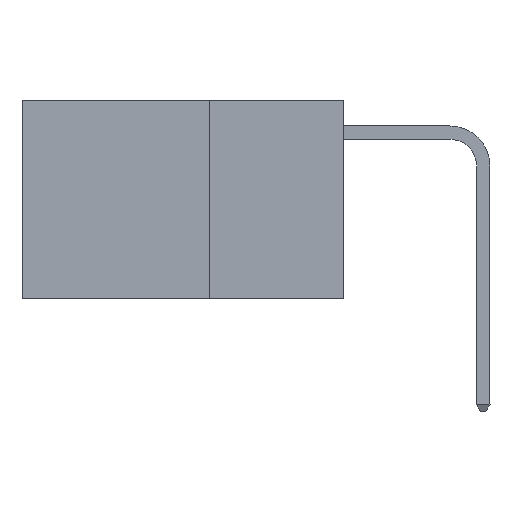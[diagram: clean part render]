
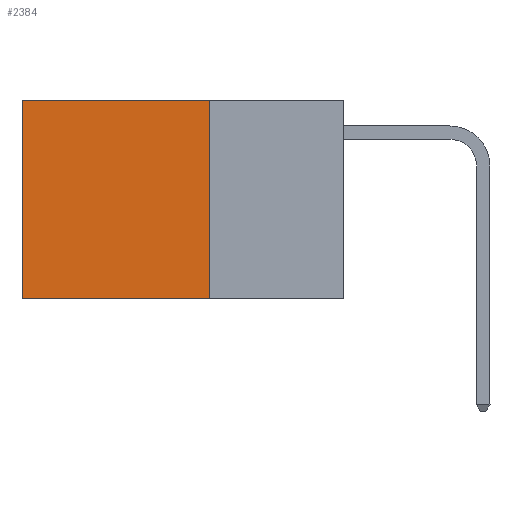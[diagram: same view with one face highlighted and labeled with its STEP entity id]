
A CAD part, left-side view. The second image highlights one B-rep face of the part: STEP entity #2384.
In plain terms, the highlighted planar face has unit normal (-1, 0, 0).
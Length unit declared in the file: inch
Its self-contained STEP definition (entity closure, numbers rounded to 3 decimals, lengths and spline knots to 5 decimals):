
#6 = VECTOR ( 'NONE', #9589, 39.37008 ) ;
#297 = CARTESIAN_POINT ( 'NONE',  ( 0.2625, 0.25, 0. ) ) ;
#508 = PLANE ( 'NONE',  #1749 ) ;
#693 = ORIENTED_EDGE ( 'NONE', *, *, #10210, .F. ) ;
#772 = ORIENTED_EDGE ( 'NONE', *, *, #11871, .T. ) ;
#840 = CARTESIAN_POINT ( 'NONE',  ( 0.2625, 0.6, 0. ) ) ;
#1732 = DIRECTION ( 'NONE',  ( 0., 1., 0. ) ) ;
#1749 = AXIS2_PLACEMENT_3D ( 'NONE', #10908, #11434, #5496 ) ;
#2183 = EDGE_CURVE ( 'NONE', #10099, #4373, #11936, .T. ) ;
#2376 = LINE ( 'NONE', #7659, #11533 ) ;
#2384 = ADVANCED_FACE ( 'NONE', ( #7907 ), #508, .F. ) ;
#2868 = LINE ( 'NONE', #12417, #8460 ) ;
#2939 = CARTESIAN_POINT ( 'NONE',  ( 0.2625, 0.25, 0. ) ) ;
#3161 = CARTESIAN_POINT ( 'NONE',  ( 0.2625, 0.6, 0. ) ) ;
#3911 = EDGE_LOOP ( 'NONE', ( #6510, #8757, #693, #772 ) ) ;
#4373 = VERTEX_POINT ( 'NONE', #7916 ) ;
#4866 = VECTOR ( 'NONE', #5042, 39.37008 ) ;
#4915 = LINE ( 'NONE', #297, #6 ) ;
#5042 = DIRECTION ( 'NONE',  ( 0., 0., -1. ) ) ;
#5496 = DIRECTION ( 'NONE',  ( 0., 0., -1. ) ) ;
#5587 = CARTESIAN_POINT ( 'NONE',  ( 0.2625, 0.25, -0.37 ) ) ;
#6510 = ORIENTED_EDGE ( 'NONE', *, *, #2183, .T. ) ;
#7347 = VERTEX_POINT ( 'NONE', #2939 ) ;
#7659 = CARTESIAN_POINT ( 'NONE',  ( 0.2625, 0.25, -0.37 ) ) ;
#7907 = FACE_OUTER_BOUND ( 'NONE', #3911, .T. ) ;
#7916 = CARTESIAN_POINT ( 'NONE',  ( 0.2625, 0.6, -0.37 ) ) ;
#8460 = VECTOR ( 'NONE', #1732, 39.37008 ) ;
#8757 = ORIENTED_EDGE ( 'NONE', *, *, #11381, .F. ) ;
#8764 = VERTEX_POINT ( 'NONE', #5587 ) ;
#9589 = DIRECTION ( 'NONE',  ( 0., 0., -1. ) ) ;
#10099 = VERTEX_POINT ( 'NONE', #840 ) ;
#10210 = EDGE_CURVE ( 'NONE', #7347, #8764, #4915, .T. ) ;
#10908 = CARTESIAN_POINT ( 'NONE',  ( 0.2625, 0.25, 0. ) ) ;
#11381 = EDGE_CURVE ( 'NONE', #8764, #4373, #2376, .T. ) ;
#11434 = DIRECTION ( 'NONE',  ( 1., 0., 0. ) ) ;
#11533 = VECTOR ( 'NONE', #12246, 39.37008 ) ;
#11871 = EDGE_CURVE ( 'NONE', #7347, #10099, #2868, .T. ) ;
#11936 = LINE ( 'NONE', #3161, #4866 ) ;
#12246 = DIRECTION ( 'NONE',  ( 0., 1., 0. ) ) ;
#12417 = CARTESIAN_POINT ( 'NONE',  ( 0.2625, 0.25, 0. ) ) ;
